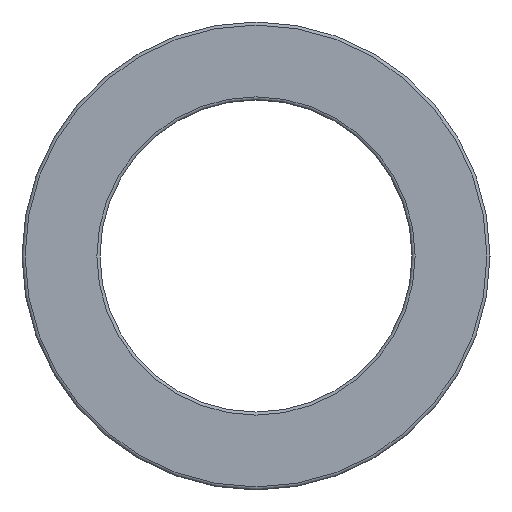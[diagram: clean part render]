
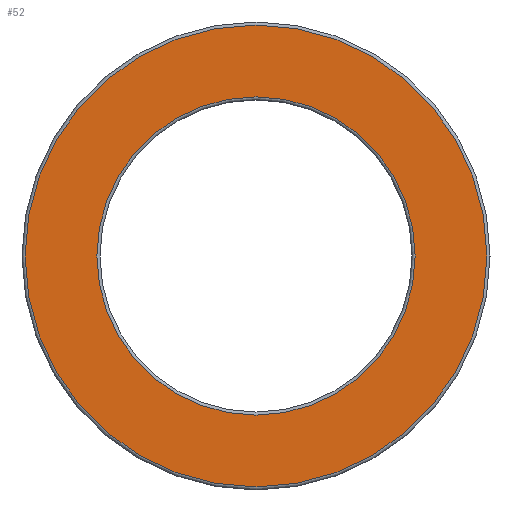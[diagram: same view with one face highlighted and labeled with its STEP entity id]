
A CAD part, left-side view. The second image highlights one B-rep face of the part: STEP entity #52.
In plain terms, the highlighted planar face has unit normal (-1, 0, 0).
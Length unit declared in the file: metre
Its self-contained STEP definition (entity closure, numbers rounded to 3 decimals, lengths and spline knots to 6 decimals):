
#52 = ADVANCED_FACE( '', ( #121, #122 ), #123, .T. );
#121 = FACE_BOUND( '', #224, .T. );
#122 = FACE_OUTER_BOUND( '', #225, .T. );
#123 = PLANE( '', #226 );
#224 = EDGE_LOOP( '', ( #325 ) );
#225 = EDGE_LOOP( '', ( #326 ) );
#226 = AXIS2_PLACEMENT_3D( '', #327, #328, #329 );
#325 = ORIENTED_EDGE( '', *, *, #463, .T. );
#326 = ORIENTED_EDGE( '', *, *, #464, .T. );
#327 = CARTESIAN_POINT( '', ( -0.05, 0., 0. ) );
#328 = DIRECTION( '', ( -1., 0., 0. ) );
#329 = DIRECTION( '', ( 0., -1., 0. ) );
#463 = EDGE_CURVE( '', #515, #515, #516, .F. );
#464 = EDGE_CURVE( '', #517, #517, #518, .T. );
#515 = VERTEX_POINT( '', #587 );
#516 = CIRCLE( '', #588, 0.0255 );
#517 = VERTEX_POINT( '', #589 );
#518 = CIRCLE( '', #590, 0.037 );
#587 = CARTESIAN_POINT( '', ( -0.05, -0.0255, 0. ) );
#588 = AXIS2_PLACEMENT_3D( '', #660, #661, #662 );
#589 = CARTESIAN_POINT( '', ( -0.05, -0.037, 0. ) );
#590 = AXIS2_PLACEMENT_3D( '', #663, #664, #665 );
#660 = CARTESIAN_POINT( '', ( -0.05, 0., 0. ) );
#661 = DIRECTION( '', ( -1., 0., 0. ) );
#662 = DIRECTION( '', ( 0., -1., 0. ) );
#663 = CARTESIAN_POINT( '', ( -0.05, 0., 0. ) );
#664 = DIRECTION( '', ( -1., 0., 0. ) );
#665 = DIRECTION( '', ( 0., -1., 0. ) );
